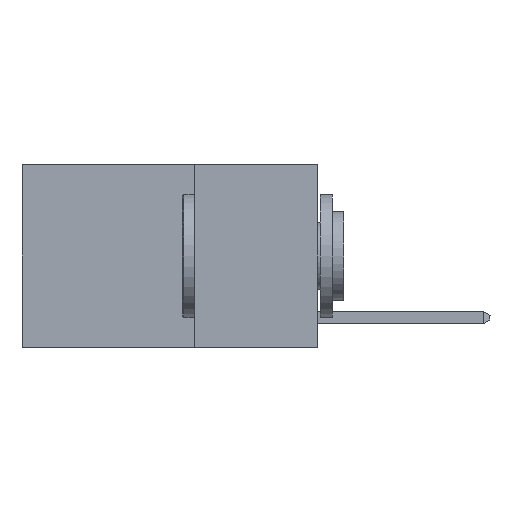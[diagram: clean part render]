
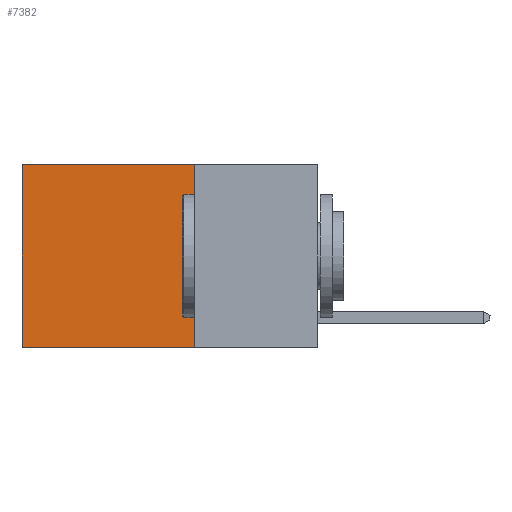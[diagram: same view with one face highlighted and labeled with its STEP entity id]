
A CAD part, left-side view. The second image highlights one B-rep face of the part: STEP entity #7382.
In plain terms, the highlighted planar face has unit normal (-1, 0, 0).
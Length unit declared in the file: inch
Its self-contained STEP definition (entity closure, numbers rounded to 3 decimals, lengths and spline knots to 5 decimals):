
#919 = EDGE_LOOP ( 'NONE', ( #12456, #4328, #2615, #10406 ) ) ;
#1183 = DIRECTION ( 'NONE',  ( 0., 0., -1. ) ) ;
#1548 = PLANE ( 'NONE',  #3311 ) ;
#1730 = VECTOR ( 'NONE', #1183, 39.37008 ) ;
#1845 = VERTEX_POINT ( 'NONE', #10336 ) ;
#2252 = DIRECTION ( 'NONE',  ( 0., 1., 0. ) ) ;
#2455 = VECTOR ( 'NONE', #2252, 39.37008 ) ;
#2615 = ORIENTED_EDGE ( 'NONE', *, *, #7269, .F. ) ;
#3311 = AXIS2_PLACEMENT_3D ( 'NONE', #11222, #10043, #4064 ) ;
#3493 = CARTESIAN_POINT ( 'NONE',  ( 0.2625, 0.25, 0. ) ) ;
#3511 = EDGE_CURVE ( 'NONE', #12902, #12112, #5442, .T. ) ;
#4064 = DIRECTION ( 'NONE',  ( 0., 0., -1. ) ) ;
#4328 = ORIENTED_EDGE ( 'NONE', *, *, #3511, .F. ) ;
#4689 = CARTESIAN_POINT ( 'NONE',  ( 0.2625, 0.6, -0.37 ) ) ;
#4821 = LINE ( 'NONE', #3493, #2455 ) ;
#5442 = LINE ( 'NONE', #6699, #6421 ) ;
#5537 = EDGE_CURVE ( 'NONE', #12002, #12112, #8231, .T. ) ;
#5586 = DIRECTION ( 'NONE',  ( 0., 1., 0. ) ) ;
#6421 = VECTOR ( 'NONE', #5586, 39.37008 ) ;
#6699 = CARTESIAN_POINT ( 'NONE',  ( 0.2625, 0.25, -0.37 ) ) ;
#7269 = EDGE_CURVE ( 'NONE', #1845, #12902, #14790, .T. ) ;
#7272 = CARTESIAN_POINT ( 'NONE',  ( 0.2625, 0.6, 0. ) ) ;
#7382 = ADVANCED_FACE ( 'NONE', ( #8843 ), #1548, .F. ) ;
#8231 = LINE ( 'NONE', #11877, #1730 ) ;
#8533 = DIRECTION ( 'NONE',  ( 0., 0., -1. ) ) ;
#8843 = FACE_OUTER_BOUND ( 'NONE', #919, .T. ) ;
#10043 = DIRECTION ( 'NONE',  ( 1., 0., 0. ) ) ;
#10336 = CARTESIAN_POINT ( 'NONE',  ( 0.2625, 0.25, 0. ) ) ;
#10406 = ORIENTED_EDGE ( 'NONE', *, *, #13767, .T. ) ;
#11222 = CARTESIAN_POINT ( 'NONE',  ( 0.2625, 0.25, 0. ) ) ;
#11877 = CARTESIAN_POINT ( 'NONE',  ( 0.2625, 0.6, 0. ) ) ;
#12002 = VERTEX_POINT ( 'NONE', #7272 ) ;
#12112 = VERTEX_POINT ( 'NONE', #4689 ) ;
#12341 = VECTOR ( 'NONE', #8533, 39.37008 ) ;
#12456 = ORIENTED_EDGE ( 'NONE', *, *, #5537, .T. ) ;
#12902 = VERTEX_POINT ( 'NONE', #14368 ) ;
#13767 = EDGE_CURVE ( 'NONE', #1845, #12002, #4821, .T. ) ;
#14368 = CARTESIAN_POINT ( 'NONE',  ( 0.2625, 0.25, -0.37 ) ) ;
#14716 = CARTESIAN_POINT ( 'NONE',  ( 0.2625, 0.25, 0. ) ) ;
#14790 = LINE ( 'NONE', #14716, #12341 ) ;
